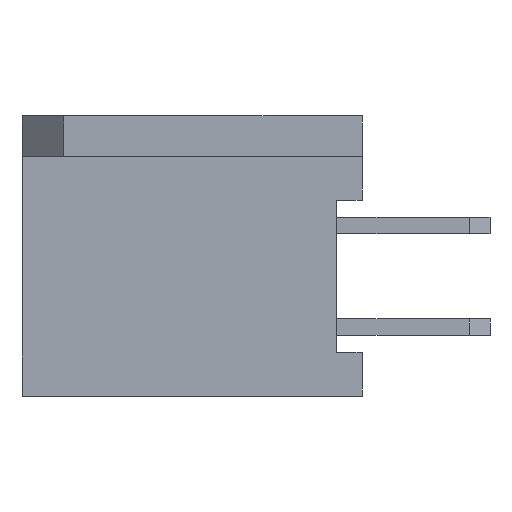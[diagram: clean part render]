
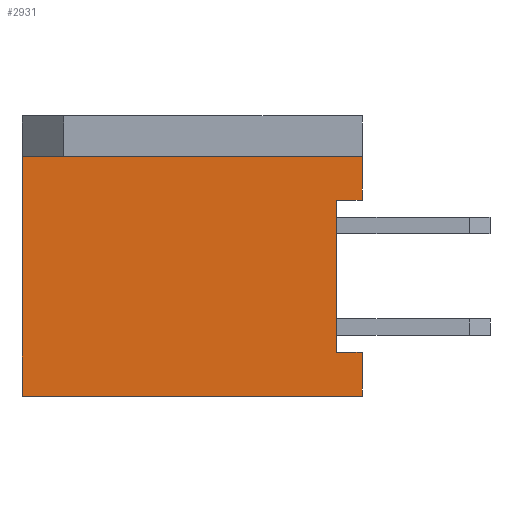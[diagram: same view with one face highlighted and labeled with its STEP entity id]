
A CAD part, left-side view. The second image highlights one B-rep face of the part: STEP entity #2931.
In plain terms, the highlighted planar face has unit normal (-1, 0, 0).
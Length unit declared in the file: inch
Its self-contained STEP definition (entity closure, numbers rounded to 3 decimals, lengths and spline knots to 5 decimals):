
#143 = LINE ( 'NONE', #1767, #838 ) ;
#213 = CARTESIAN_POINT ( 'NONE',  ( -0.45, 0., 0.118 ) ) ;
#252 = VECTOR ( 'NONE', #4632, 39.37008 ) ;
#298 = VERTEX_POINT ( 'NONE', #4616 ) ;
#386 = DIRECTION ( 'NONE',  ( 0., 0., -1. ) ) ;
#411 = CARTESIAN_POINT ( 'NONE',  ( -0.45, 0., -0.075 ) ) ;
#414 = VECTOR ( 'NONE', #2583, 39.37008 ) ;
#538 = VERTEX_POINT ( 'NONE', #650 ) ;
#629 = ORIENTED_EDGE ( 'NONE', *, *, #4528, .F. ) ;
#650 = CARTESIAN_POINT ( 'NONE',  ( -0.45, 0., -0.118 ) ) ;
#712 = CARTESIAN_POINT ( 'NONE',  ( -0.45, 0.335, 0.118 ) ) ;
#795 = EDGE_CURVE ( 'NONE', #4258, #5195, #3327, .T. ) ;
#838 = VECTOR ( 'NONE', #2186, 39.37008 ) ;
#903 = CARTESIAN_POINT ( 'NONE',  ( -0.45, 0.335, -0.118 ) ) ;
#946 = LINE ( 'NONE', #3328, #252 ) ;
#980 = CARTESIAN_POINT ( 'NONE',  ( -0.45, 0.335, 0.118 ) ) ;
#1097 = EDGE_CURVE ( 'NONE', #2768, #1494, #3590, .T. ) ;
#1123 = EDGE_CURVE ( 'NONE', #3139, #538, #4436, .T. ) ;
#1334 = CARTESIAN_POINT ( 'NONE',  ( -0.45, 0.025, -0.075 ) ) ;
#1487 = ORIENTED_EDGE ( 'NONE', *, *, #1097, .T. ) ;
#1494 = VERTEX_POINT ( 'NONE', #4180 ) ;
#1767 = CARTESIAN_POINT ( 'NONE',  ( -0.45, 0.025, -0.075 ) ) ;
#1965 = ORIENTED_EDGE ( 'NONE', *, *, #2855, .T. ) ;
#2152 = ORIENTED_EDGE ( 'NONE', *, *, #1123, .T. ) ;
#2186 = DIRECTION ( 'NONE',  ( 0., 0., 1. ) ) ;
#2379 = PLANE ( 'NONE',  #3539 ) ;
#2423 = VECTOR ( 'NONE', #3317, 39.37008 ) ;
#2531 = VECTOR ( 'NONE', #2588, 39.37008 ) ;
#2563 = VERTEX_POINT ( 'NONE', #213 ) ;
#2576 = CARTESIAN_POINT ( 'NONE',  ( -0.45, 0., 0.118 ) ) ;
#2583 = DIRECTION ( 'NONE',  ( 0., -1., 0. ) ) ;
#2588 = DIRECTION ( 'NONE',  ( 0., 0., 1. ) ) ;
#2600 = LINE ( 'NONE', #2576, #3375 ) ;
#2754 = DIRECTION ( 'NONE',  ( 0., -1., 0. ) ) ;
#2768 = VERTEX_POINT ( 'NONE', #4962 ) ;
#2840 = ORIENTED_EDGE ( 'NONE', *, *, #3611, .F. ) ;
#2855 = EDGE_CURVE ( 'NONE', #1494, #2563, #3422, .T. ) ;
#2891 = CARTESIAN_POINT ( 'NONE',  ( -0.45, 0.335, -0.118 ) ) ;
#2931 = ADVANCED_FACE ( 'NONE', ( #3499 ), #2379, .F. ) ;
#3087 = ORIENTED_EDGE ( 'NONE', *, *, #3724, .T. ) ;
#3139 = VERTEX_POINT ( 'NONE', #2891 ) ;
#3317 = DIRECTION ( 'NONE',  ( 0., -1., 0. ) ) ;
#3327 = LINE ( 'NONE', #1334, #4521 ) ;
#3328 = CARTESIAN_POINT ( 'NONE',  ( -0.45, 0.335, 0.118 ) ) ;
#3373 = CARTESIAN_POINT ( 'NONE',  ( -0.45, 0., 0.118 ) ) ;
#3375 = VECTOR ( 'NONE', #4206, 39.37008 ) ;
#3422 = LINE ( 'NONE', #3373, #2531 ) ;
#3499 = FACE_OUTER_BOUND ( 'NONE', #4136, .T. ) ;
#3523 = DIRECTION ( 'NONE',  ( 1., 0., 0. ) ) ;
#3530 = CARTESIAN_POINT ( 'NONE',  ( -0.45, 0.025, -0.075 ) ) ;
#3539 = AXIS2_PLACEMENT_3D ( 'NONE', #712, #3523, #386 ) ;
#3564 = ORIENTED_EDGE ( 'NONE', *, *, #4438, .T. ) ;
#3590 = LINE ( 'NONE', #5211, #2423 ) ;
#3611 = EDGE_CURVE ( 'NONE', #3139, #298, #946, .T. ) ;
#3724 = EDGE_CURVE ( 'NONE', #538, #4258, #2600, .T. ) ;
#3826 = LINE ( 'NONE', #980, #414 ) ;
#4136 = EDGE_LOOP ( 'NONE', ( #3564, #1487, #1965, #629, #2840, #2152, #3087, #5225 ) ) ;
#4180 = CARTESIAN_POINT ( 'NONE',  ( -0.45, 0., 0.075 ) ) ;
#4206 = DIRECTION ( 'NONE',  ( 0., 0., 1. ) ) ;
#4258 = VERTEX_POINT ( 'NONE', #411 ) ;
#4436 = LINE ( 'NONE', #903, #4635 ) ;
#4438 = EDGE_CURVE ( 'NONE', #5195, #2768, #143, .T. ) ;
#4521 = VECTOR ( 'NONE', #4609, 39.37008 ) ;
#4528 = EDGE_CURVE ( 'NONE', #298, #2563, #3826, .T. ) ;
#4609 = DIRECTION ( 'NONE',  ( 0., 1., 0. ) ) ;
#4616 = CARTESIAN_POINT ( 'NONE',  ( -0.45, 0.335, 0.118 ) ) ;
#4632 = DIRECTION ( 'NONE',  ( 0., 0., 1. ) ) ;
#4635 = VECTOR ( 'NONE', #2754, 39.37008 ) ;
#4962 = CARTESIAN_POINT ( 'NONE',  ( -0.45, 0.025, 0.075 ) ) ;
#5195 = VERTEX_POINT ( 'NONE', #3530 ) ;
#5211 = CARTESIAN_POINT ( 'NONE',  ( -0.45, 0.025, 0.075 ) ) ;
#5225 = ORIENTED_EDGE ( 'NONE', *, *, #795, .T. ) ;
